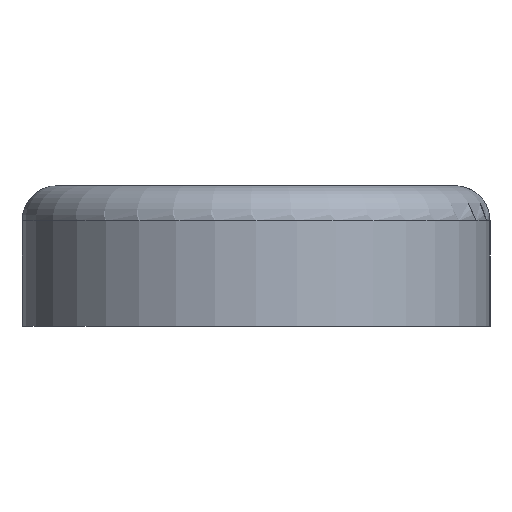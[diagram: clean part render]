
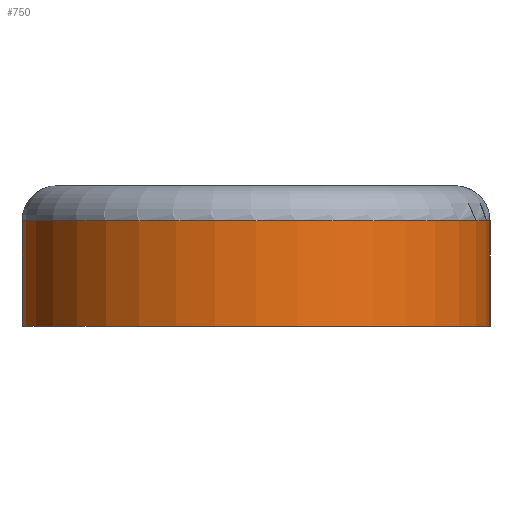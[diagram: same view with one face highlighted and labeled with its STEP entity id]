
A CAD part, left-side view. The second image highlights one B-rep face of the part: STEP entity #750.
In plain terms, the highlighted cylindrical face has radius 10 mm (diameter 20 mm), a partial arc.
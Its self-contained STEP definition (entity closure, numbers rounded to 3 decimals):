
#698=CARTESIAN_POINT('Vertex',(0.,10.,4.5)) ;
#705=CARTESIAN_POINT('Vertex',(0.,10.,0.)) ;
#708=CARTESIAN_POINT('Line Origine',(0.,10.,2.25)) ;
#720=CARTESIAN_POINT('Axis2P3D Location',(0.,0.,3.)) ;
#725=CARTESIAN_POINT('Axis2P3D Location',(0.,0.,0.)) ;
#729=CARTESIAN_POINT('Vertex',(0.,-10.,0.)) ;
#732=CARTESIAN_POINT('Line Origine',(0.,-10.,3.)) ;
#736=CARTESIAN_POINT('Vertex',(0.,-10.,4.5)) ;
#739=CARTESIAN_POINT('Axis2P3D Location',(0.,0.,4.5)) ;
#709=DIRECTION('Vector Direction',(0.,0.,1.)) ;
#721=DIRECTION('Axis2P3D Direction',(0.,0.,1.)) ;
#722=DIRECTION('Axis2P3D XDirection',(0.,1.,0.)) ;
#726=DIRECTION('Axis2P3D Direction',(0.,0.,1.)) ;
#733=DIRECTION('Vector Direction',(0.,0.,1.)) ;
#740=DIRECTION('Axis2P3D Direction',(0.,0.,1.)) ;
#723=AXIS2_PLACEMENT_3D('Cylinder Axis2P3D',#720,#721,#722) ;
#727=AXIS2_PLACEMENT_3D('Circle Axis2P3D',#725,#726,$) ;
#741=AXIS2_PLACEMENT_3D('Circle Axis2P3D',#739,#740,$) ;
#745=ORIENTED_EDGE('',*,*,#712,.F.) ;
#746=ORIENTED_EDGE('',*,*,#731,.T.) ;
#747=ORIENTED_EDGE('',*,*,#738,.T.) ;
#748=ORIENTED_EDGE('',*,*,#743,.F.) ;
#710=VECTOR('Line Direction',#709,1.) ;
#734=VECTOR('Line Direction',#733,1.) ;
#750=ADVANCED_FACE('PartBody',(#749),#724,.T.) ;
#728=CIRCLE('generated circle',#727,10.) ;
#742=CIRCLE('generated circle',#741,10.) ;
#724=CYLINDRICAL_SURFACE('generated cylinder',#723,10.) ;
#712=EDGE_CURVE('',#706,#699,#711,.T.) ;
#731=EDGE_CURVE('',#706,#730,#728,.T.) ;
#738=EDGE_CURVE('',#730,#737,#735,.T.) ;
#743=EDGE_CURVE('',#699,#737,#742,.T.) ;
#744=EDGE_LOOP('',(#745,#746,#747,#748)) ;
#749=FACE_OUTER_BOUND('',#744,.T.) ;
#711=LINE('Line',#708,#710) ;
#735=LINE('Line',#732,#734) ;
#699=VERTEX_POINT('',#698) ;
#706=VERTEX_POINT('',#705) ;
#730=VERTEX_POINT('',#729) ;
#737=VERTEX_POINT('',#736) ;
